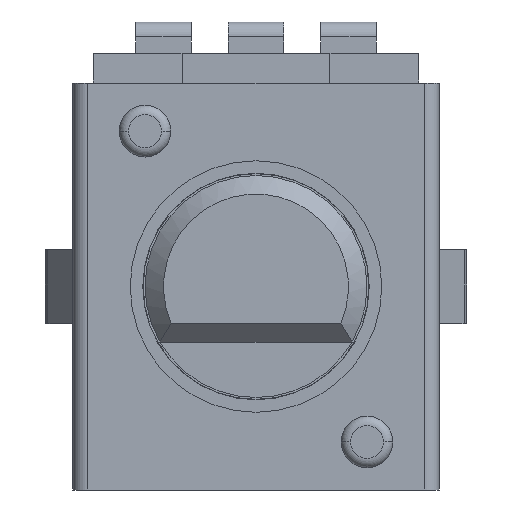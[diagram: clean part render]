
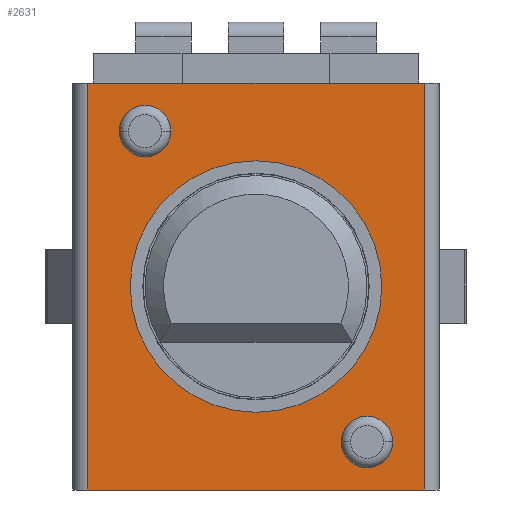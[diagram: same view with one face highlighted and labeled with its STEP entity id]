
A CAD part, front view. The second image highlights one B-rep face of the part: STEP entity #2631.
In plain terms, the highlighted planar face has unit normal (0, -1, 0).
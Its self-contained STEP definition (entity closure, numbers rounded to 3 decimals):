
#2 = VERTEX_POINT ( 'NONE', #234 ) ;
#81 = CIRCLE ( 'NONE', #1654, 0.7 ) ;
#135 = CARTESIAN_POINT ( 'NONE',  ( -3., -0.4, 4.2 ) ) ;
#225 = ORIENTED_EDGE ( 'NONE', *, *, #639, .T. ) ;
#234 = CARTESIAN_POINT ( 'NONE',  ( -3., -0.4, 4.9 ) ) ;
#301 = CARTESIAN_POINT ( 'NONE',  ( -4.55, -0.4, 5.5 ) ) ;
#322 = CARTESIAN_POINT ( 'NONE',  ( -3., -0.4, 4.2 ) ) ;
#374 = AXIS2_PLACEMENT_3D ( 'NONE', #382, #7351, #7463 ) ;
#382 = CARTESIAN_POINT ( 'NONE',  ( 0., -0.4, 0. ) ) ;
#395 = VERTEX_POINT ( 'NONE', #2760 ) ;
#447 = LINE ( 'NONE', #6274, #7038 ) ;
#639 = EDGE_CURVE ( 'NONE', #2205, #3328, #7023, .T. ) ;
#813 = VECTOR ( 'NONE', #7451, 1000. ) ;
#838 = EDGE_LOOP ( 'NONE', ( #4539, #4446 ) ) ;
#855 = FACE_BOUND ( 'NONE', #4002, .T. ) ;
#860 = DIRECTION ( 'NONE',  ( 0., 0., -1. ) ) ;
#1060 = CARTESIAN_POINT ( 'NONE',  ( 3., -0.4, -3.5 ) ) ;
#1307 = CARTESIAN_POINT ( 'NONE',  ( 4.55, -0.4, 5.5 ) ) ;
#1358 = CARTESIAN_POINT ( 'NONE',  ( 3., -0.4, -4.9 ) ) ;
#1425 = ORIENTED_EDGE ( 'NONE', *, *, #5156, .F. ) ;
#1477 = DIRECTION ( 'NONE',  ( 0., 0., -1. ) ) ;
#1606 = CARTESIAN_POINT ( 'NONE',  ( -3., -0.4, 3.5 ) ) ;
#1654 = AXIS2_PLACEMENT_3D ( 'NONE', #322, #1956, #860 ) ;
#1660 = AXIS2_PLACEMENT_3D ( 'NONE', #1812, #1928, #4678 ) ;
#1769 = CIRCLE ( 'NONE', #2745, 0.7 ) ;
#1812 = CARTESIAN_POINT ( 'NONE',  ( 3., -0.4, -4.2 ) ) ;
#1913 = EDGE_CURVE ( 'NONE', #395, #2658, #6934, .T. ) ;
#1928 = DIRECTION ( 'NONE',  ( 0., -1., 0. ) ) ;
#1931 = ORIENTED_EDGE ( 'NONE', *, *, #3709, .F. ) ;
#1956 = DIRECTION ( 'NONE',  ( 0., -1., 0. ) ) ;
#2189 = EDGE_LOOP ( 'NONE', ( #5261, #1931, #3783, #225 ) ) ;
#2205 = VERTEX_POINT ( 'NONE', #7484 ) ;
#2631 = ADVANCED_FACE ( 'NONE', ( #4465, #3824, #855, #6724 ), #7250, .T. ) ;
#2656 = VECTOR ( 'NONE', #7493, 1000. ) ;
#2658 = VERTEX_POINT ( 'NONE', #3707 ) ;
#2663 = DIRECTION ( 'NONE',  ( 0., -1., 0. ) ) ;
#2685 = CIRCLE ( 'NONE', #6940, 3.4 ) ;
#2745 = AXIS2_PLACEMENT_3D ( 'NONE', #4451, #4417, #1477 ) ;
#2760 = CARTESIAN_POINT ( 'NONE',  ( -3.4, -0.4, 0. ) ) ;
#2835 = AXIS2_PLACEMENT_3D ( 'NONE', #4399, #5502, #7215 ) ;
#3077 = ORIENTED_EDGE ( 'NONE', *, *, #4263, .F. ) ;
#3089 = ORIENTED_EDGE ( 'NONE', *, *, #1913, .F. ) ;
#3328 = VERTEX_POINT ( 'NONE', #6930 ) ;
#3368 = CIRCLE ( 'NONE', #1660, 0.7 ) ;
#3402 = VERTEX_POINT ( 'NONE', #301 ) ;
#3606 = VERTEX_POINT ( 'NONE', #1060 ) ;
#3707 = CARTESIAN_POINT ( 'NONE',  ( 3.4, -0.4, 0. ) ) ;
#3709 = EDGE_CURVE ( 'NONE', #3402, #5683, #4246, .T. ) ;
#3730 = AXIS2_PLACEMENT_3D ( 'NONE', #135, #4134, #5884 ) ;
#3783 = ORIENTED_EDGE ( 'NONE', *, *, #7173, .T. ) ;
#3816 = CARTESIAN_POINT ( 'NONE',  ( 0., -0.4, 0. ) ) ;
#3824 = FACE_BOUND ( 'NONE', #5776, .T. ) ;
#3874 = LINE ( 'NONE', #3947, #813 ) ;
#3947 = CARTESIAN_POINT ( 'NONE',  ( 4.55, -0.4, -5.5 ) ) ;
#4002 = EDGE_LOOP ( 'NONE', ( #5421, #1425 ) ) ;
#4011 = VERTEX_POINT ( 'NONE', #1606 ) ;
#4134 = DIRECTION ( 'NONE',  ( 0., -1., 0. ) ) ;
#4246 = LINE ( 'NONE', #6531, #2656 ) ;
#4263 = EDGE_CURVE ( 'NONE', #2658, #395, #2685, .T. ) ;
#4399 = CARTESIAN_POINT ( 'NONE',  ( -4.55, -0.4, -5.5 ) ) ;
#4417 = DIRECTION ( 'NONE',  ( 0., -1., 0. ) ) ;
#4446 = ORIENTED_EDGE ( 'NONE', *, *, #4683, .F. ) ;
#4451 = CARTESIAN_POINT ( 'NONE',  ( 3., -0.4, -4.2 ) ) ;
#4465 = FACE_OUTER_BOUND ( 'NONE', #2189, .T. ) ;
#4539 = ORIENTED_EDGE ( 'NONE', *, *, #6224, .F. ) ;
#4581 = EDGE_CURVE ( 'NONE', #3328, #5683, #3874, .T. ) ;
#4678 = DIRECTION ( 'NONE',  ( 0., 0., 1. ) ) ;
#4683 = EDGE_CURVE ( 'NONE', #2, #4011, #7013, .T. ) ;
#4994 = DIRECTION ( 'NONE',  ( 1., 0., 0. ) ) ;
#5132 = DIRECTION ( 'NONE',  ( 1., 0., 0. ) ) ;
#5156 = EDGE_CURVE ( 'NONE', #5448, #3606, #1769, .T. ) ;
#5261 = ORIENTED_EDGE ( 'NONE', *, *, #4581, .T. ) ;
#5370 = EDGE_CURVE ( 'NONE', #3606, #5448, #3368, .T. ) ;
#5421 = ORIENTED_EDGE ( 'NONE', *, *, #5370, .F. ) ;
#5448 = VERTEX_POINT ( 'NONE', #1358 ) ;
#5502 = DIRECTION ( 'NONE',  ( 0., -1., 0. ) ) ;
#5683 = VERTEX_POINT ( 'NONE', #1307 ) ;
#5742 = DIRECTION ( 'NONE',  ( 0., 0., -1. ) ) ;
#5776 = EDGE_LOOP ( 'NONE', ( #3089, #3077 ) ) ;
#5884 = DIRECTION ( 'NONE',  ( 0., 0., 1. ) ) ;
#6224 = EDGE_CURVE ( 'NONE', #4011, #2, #81, .T. ) ;
#6274 = CARTESIAN_POINT ( 'NONE',  ( -4.55, -0.4, 5.5 ) ) ;
#6456 = CARTESIAN_POINT ( 'NONE',  ( -4.55, -0.4, -5.5 ) ) ;
#6531 = CARTESIAN_POINT ( 'NONE',  ( -4.55, -0.4, 5.5 ) ) ;
#6724 = FACE_BOUND ( 'NONE', #838, .T. ) ;
#6930 = CARTESIAN_POINT ( 'NONE',  ( 4.55, -0.4, -5.5 ) ) ;
#6934 = CIRCLE ( 'NONE', #374, 3.4 ) ;
#6940 = AXIS2_PLACEMENT_3D ( 'NONE', #3816, #2663, #4994 ) ;
#7013 = CIRCLE ( 'NONE', #3730, 0.7 ) ;
#7023 = LINE ( 'NONE', #6456, #7049 ) ;
#7038 = VECTOR ( 'NONE', #5742, 1000. ) ;
#7049 = VECTOR ( 'NONE', #5132, 1000. ) ;
#7173 = EDGE_CURVE ( 'NONE', #3402, #2205, #447, .T. ) ;
#7215 = DIRECTION ( 'NONE',  ( 0., 0., -1. ) ) ;
#7250 = PLANE ( 'NONE',  #2835 ) ;
#7351 = DIRECTION ( 'NONE',  ( 0., -1., 0. ) ) ;
#7451 = DIRECTION ( 'NONE',  ( 0., 0., 1. ) ) ;
#7463 = DIRECTION ( 'NONE',  ( -1., 0., 0. ) ) ;
#7484 = CARTESIAN_POINT ( 'NONE',  ( -4.55, -0.4, -5.5 ) ) ;
#7493 = DIRECTION ( 'NONE',  ( 1., 0., 0. ) ) ;
